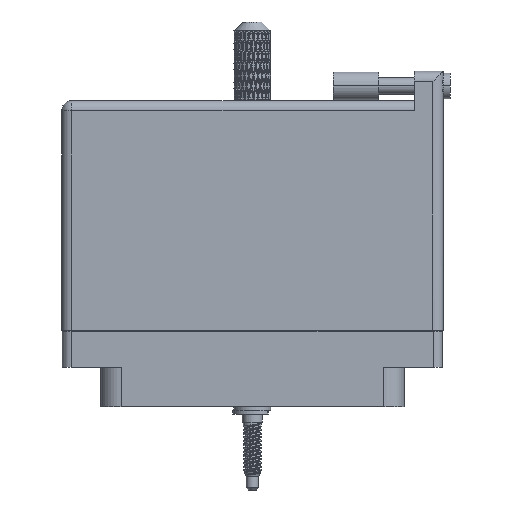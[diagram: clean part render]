
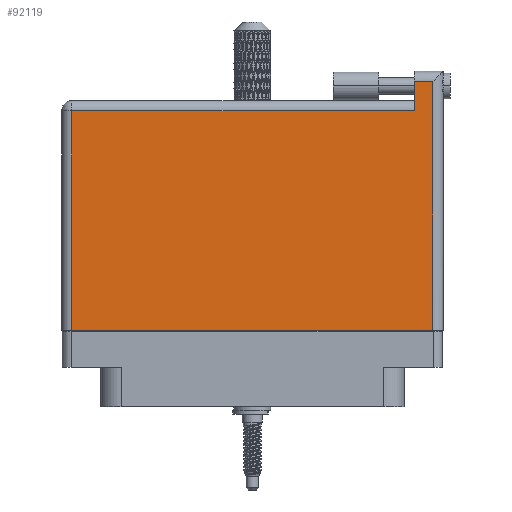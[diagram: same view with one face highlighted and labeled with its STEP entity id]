
A CAD part, front view. The second image highlights one B-rep face of the part: STEP entity #92119.
In plain terms, the highlighted face is planar.
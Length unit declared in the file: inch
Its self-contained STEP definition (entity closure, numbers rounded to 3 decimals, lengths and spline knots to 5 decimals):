
#1885 = CARTESIAN_POINT ( 'NONE',  ( 1.103, 1.666, 0.4495 ) ) ;
#4698 = CARTESIAN_POINT ( 'NONE',  ( -1.3, 1.466, 0.4495 ) ) ;
#4806 = AXIS2_PLACEMENT_3D ( 'NONE', #4698, #64912, #22631 ) ;
#5951 = CARTESIAN_POINT ( 'NONE',  ( -1.3, 1.596, 0.4495 ) ) ;
#7095 = CARTESIAN_POINT ( 'NONE',  ( -1.23, -0.1, 0.4495 ) ) ;
#7489 = DIRECTION ( 'NONE',  ( 0., -1., 0. ) ) ;
#10469 = FACE_OUTER_BOUND ( 'NONE', #48437, .T. ) ;
#10803 = CARTESIAN_POINT ( 'NONE',  ( 1.23, -0.1, 0.4495 ) ) ;
#15011 = VERTEX_POINT ( 'NONE', #10803 ) ;
#21312 = CARTESIAN_POINT ( 'NONE',  ( -1.3, -0.1, 0.4495 ) ) ;
#22631 = DIRECTION ( 'NONE',  ( -1., 0., 0. ) ) ;
#22858 = ORIENTED_EDGE ( 'NONE', *, *, #28084, .T. ) ;
#24321 = EDGE_CURVE ( 'NONE', #44639, #33693, #64925, .T. ) ;
#27389 = ORIENTED_EDGE ( 'NONE', *, *, #82423, .T. ) ;
#28084 = EDGE_CURVE ( 'NONE', #53267, #15011, #76695, .T. ) ;
#29830 = VECTOR ( 'NONE', #7489, 39.37008 ) ;
#30970 = PLANE ( 'NONE',  #4806 ) ;
#32651 = VECTOR ( 'NONE', #76767, 39.37008 ) ;
#33693 = VERTEX_POINT ( 'NONE', #40970 ) ;
#36530 = CARTESIAN_POINT ( 'NONE',  ( 1.103, 1.396, 0.4495 ) ) ;
#36689 = LINE ( 'NONE', #74493, #32651 ) ;
#39688 = ORIENTED_EDGE ( 'NONE', *, *, #99858, .T. ) ;
#40970 = CARTESIAN_POINT ( 'NONE',  ( 1.103, 1.596, 0.4495 ) ) ;
#44639 = VERTEX_POINT ( 'NONE', #103075 ) ;
#45210 = LINE ( 'NONE', #1885, #105306 ) ;
#46054 = VECTOR ( 'NONE', #110753, 39.37008 ) ;
#48437 = EDGE_LOOP ( 'NONE', ( #22858, #39688, #49488, #27389, #75605, #77293 ) ) ;
#48593 = CARTESIAN_POINT ( 'NONE',  ( -1.3, 1.396, 0.4495 ) ) ;
#49488 = ORIENTED_EDGE ( 'NONE', *, *, #24321, .T. ) ;
#50301 = LINE ( 'NONE', #113105, #29830 ) ;
#52646 = VECTOR ( 'NONE', #87914, 39.37008 ) ;
#53267 = VERTEX_POINT ( 'NONE', #7095 ) ;
#53409 = VECTOR ( 'NONE', #107876, 39.37008 ) ;
#57149 = VERTEX_POINT ( 'NONE', #61979 ) ;
#60280 = EDGE_CURVE ( 'NONE', #81255, #57149, #76063, .T. ) ;
#61979 = CARTESIAN_POINT ( 'NONE',  ( -1.23, 1.396, 0.4495 ) ) ;
#62859 = DIRECTION ( 'NONE',  ( 0., -1., 0. ) ) ;
#64912 = DIRECTION ( 'NONE',  ( 0., 0., -1. ) ) ;
#64925 = LINE ( 'NONE', #5951, #52646 ) ;
#70181 = EDGE_CURVE ( 'NONE', #57149, #53267, #50301, .T. ) ;
#74493 = CARTESIAN_POINT ( 'NONE',  ( 1.23, 1.666, 0.4495 ) ) ;
#75605 = ORIENTED_EDGE ( 'NONE', *, *, #60280, .T. ) ;
#76063 = LINE ( 'NONE', #48593, #46054 ) ;
#76695 = LINE ( 'NONE', #21312, #53409 ) ;
#76767 = DIRECTION ( 'NONE',  ( 0., 1., 0. ) ) ;
#77293 = ORIENTED_EDGE ( 'NONE', *, *, #70181, .T. ) ;
#81255 = VERTEX_POINT ( 'NONE', #36530 ) ;
#82423 = EDGE_CURVE ( 'NONE', #33693, #81255, #45210, .T. ) ;
#87914 = DIRECTION ( 'NONE',  ( -1., 0., 0. ) ) ;
#92119 = ADVANCED_FACE ( 'NONE', ( #10469 ), #30970, .F. ) ;
#99858 = EDGE_CURVE ( 'NONE', #15011, #44639, #36689, .T. ) ;
#103075 = CARTESIAN_POINT ( 'NONE',  ( 1.23, 1.596, 0.4495 ) ) ;
#105306 = VECTOR ( 'NONE', #62859, 39.37008 ) ;
#107876 = DIRECTION ( 'NONE',  ( 1., 0., 0. ) ) ;
#110753 = DIRECTION ( 'NONE',  ( -1., 0., 0. ) ) ;
#113105 = CARTESIAN_POINT ( 'NONE',  ( -1.23, -0.1, 0.4495 ) ) ;
